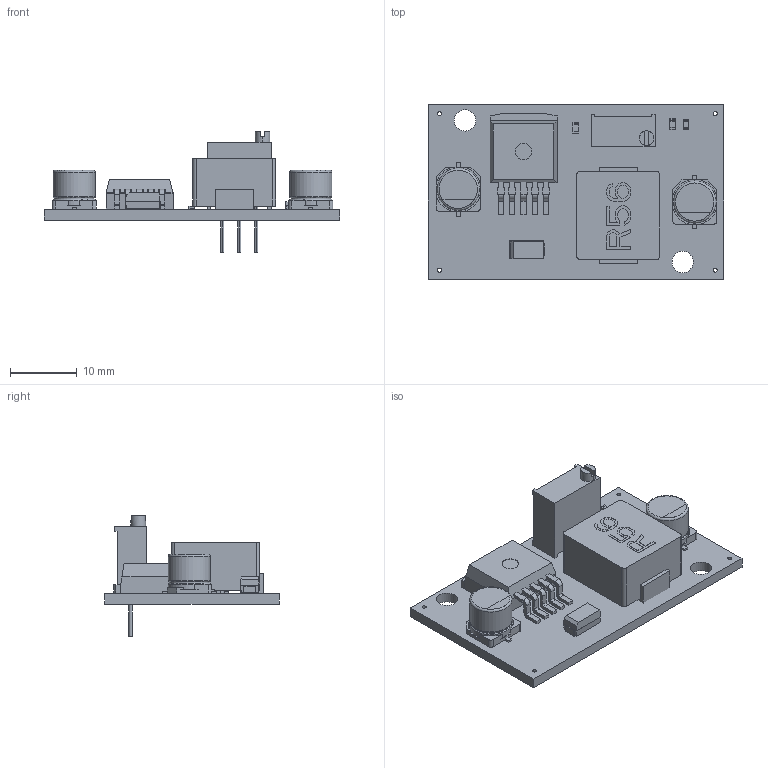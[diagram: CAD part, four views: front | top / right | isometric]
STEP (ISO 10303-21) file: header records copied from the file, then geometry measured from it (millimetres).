
FILE_DESCRIPTION(('KiCad electronic assembly'),'2;1');
FILE_NAME('DC-DC Buck Converter.step','2024-09-03T13:04:36',('Pcbnew'),( 'Kicad'),'Open CASCADE STEP processor 7.8','KiCad to STEP converter' ,'Unknown');
FILE_SCHEMA(('AUTOMOTIVE_DESIGN { 1 0 10303 214 1 1 1 1 }'));
Length unit declared in the file: millimetre
Products named in the file (16): DC-DC Buck Converter 1; SRP6540-1R0M; srp6540-1r0m; R_0603_1608Metric; LED_0603_1608Metric; SS34; ASSEMBLY; TO-263-5_TabPin3; CQ assembly; CAPAE6358 v1; 3296W-1-103LF; 3296W; DC-DC Buck Converter_PCB
Assembly tree (17 placements, depth 3):
  DC-DC Buck Converter 1
    SRP6540-1R0M
      srp6540-1r0m
    R_0603_1608Metric  x2
      R_0603_1608Metric
    LED_0603_1608Metric
      LED_0603_1608Metric
    SS34
      ASSEMBLY
    TO-263-5_TabPin3
      CQ assembly
    CAPAE6358 v1  x2
      CAPAE6358 v1
    3296W-1-103LF
      3296W
    DC-DC Buck Converter_PCB
Bounding box: 44.08 x 26 x 17.96 mm (x, y, z)
Volume: 4307.3 mm3; surface area: 4983 mm2
Topology: 26 solids, 26 shells, 564 faces, 1467 edges, 966 vertices
Faces by surface type: plane 319, bspline 153, cylinder 86, torus 6
Full cylindrical faces by diameter (mm): 0.6 x4, 0.71 x3, 2.5 x1, 3.2 x2, 6 x2, 6.3 x4
Entity records: 15733 total; most frequent: CARTESIAN_POINT 3619, ORIENTED_EDGE 2616, DIRECTION 1727, EDGE_CURVE 1308, VERTEX_POINT 863, LINE 723, VECTOR 723, FACE_BOUND 525
